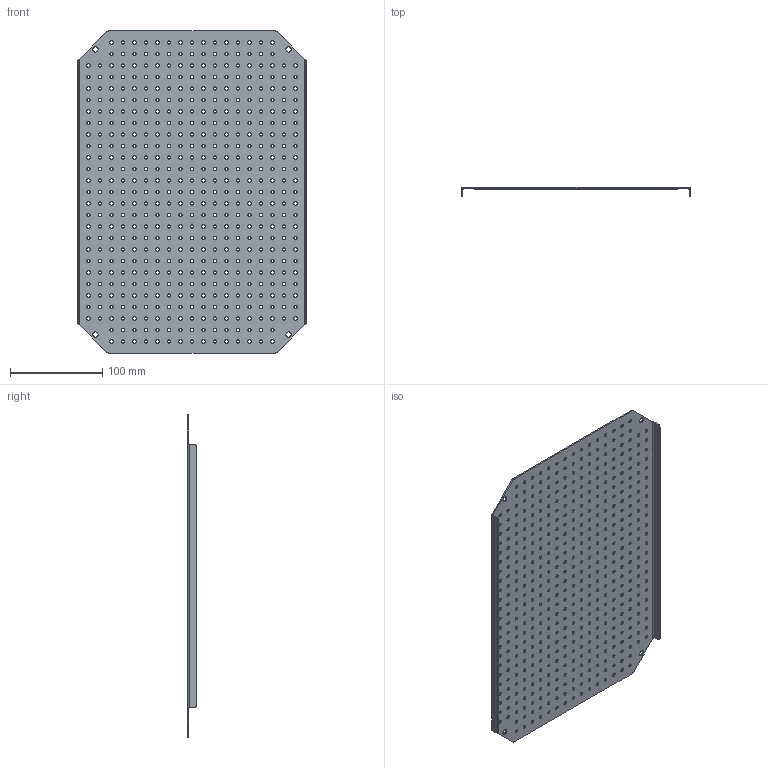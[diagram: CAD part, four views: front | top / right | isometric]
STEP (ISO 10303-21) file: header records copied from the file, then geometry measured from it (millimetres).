
FILE_DESCRIPTION (( 'STEP AP214' ), '1' );
FILE_NAME ('MPMP 4030.STEP', '2018-09-20T06:14:56', ( '' ), ( '' ), 'SwSTEP 2.0', 'SolidWorks 2017', '' );
FILE_SCHEMA (( 'AUTOMOTIVE_DESIGN' ));
Length unit declared in the file: millimetre
Products named in the file (1): MPMP 4030
Bounding box: 249.75 x 10.13 x 350 mm (x, y, z)
Volume: 126816.8 mm3; surface area: 179359.2 mm2
Topology: 1 solids, 1 shells, 1040 faces, 3098 edges, 2060 vertices
Faces by surface type: cylinder 1014, plane 22, bspline 4
Entity records: 38248 total; most frequent: DIRECTION 7184, CARTESIAN_POINT 6291, ORIENTED_EDGE 6196, EDGE_CURVE 3098, AXIS2_PLACEMENT_3D 3065, VERTEX_POINT 2060, EDGE_LOOP 2042, CIRCLE 2028
